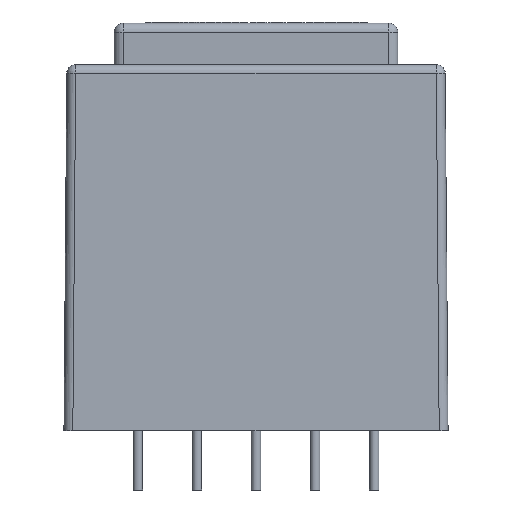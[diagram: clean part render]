
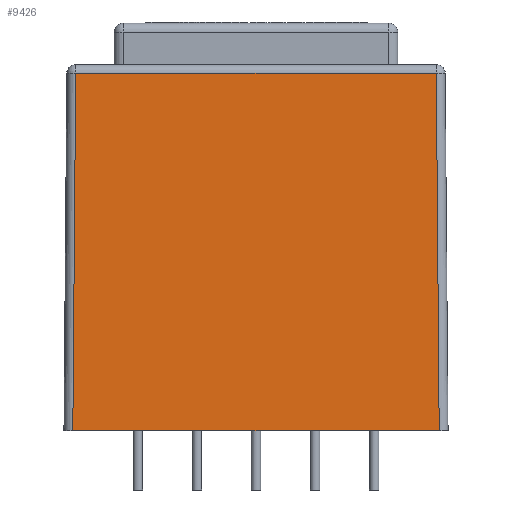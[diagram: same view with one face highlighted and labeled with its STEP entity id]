
A CAD part, front view. The second image highlights one B-rep face of the part: STEP entity #9426.
In plain terms, the highlighted planar face has unit normal (0, -1, 0.008).
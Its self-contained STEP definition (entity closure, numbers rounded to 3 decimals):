
#770=PLANE('',#10046);
#1073=FACE_OUTER_BOUND('',#1625,.T.);
#1625=EDGE_LOOP('',(#6565,#6566,#6567,#6568));
#2191=LINE('',#12346,#3117);
#2194=LINE('',#12353,#3120);
#2199=LINE('',#12364,#3125);
#2207=LINE('',#12382,#3133);
#3117=VECTOR('',#10532,10.);
#3120=VECTOR('',#10539,10.);
#3125=VECTOR('',#10552,10.);
#3133=VECTOR('',#10572,10.);
#4119=VERTEX_POINT('',#12332);
#4124=VERTEX_POINT('',#12342);
#4125=VERTEX_POINT('',#12349);
#4128=VERTEX_POINT('',#12362);
#5085=EDGE_CURVE('',#4119,#4124,#2191,.T.);
#5089=EDGE_CURVE('',#4124,#4125,#2194,.T.);
#5095=EDGE_CURVE('',#4128,#4119,#2199,.T.);
#5105=EDGE_CURVE('',#4125,#4128,#2207,.T.);
#6565=ORIENTED_EDGE('',*,*,#5089,.F.);
#6566=ORIENTED_EDGE('',*,*,#5085,.F.);
#6567=ORIENTED_EDGE('',*,*,#5095,.F.);
#6568=ORIENTED_EDGE('',*,*,#5105,.F.);
#9426=ADVANCED_FACE('',(#1073),#770,.T.);
#10046=AXIS2_PLACEMENT_3D('',#12381,#10570,#10571);
#10532=DIRECTION('',(1.,0.,0.));
#10539=DIRECTION('',(0.008,-0.008,-1.));
#10552=DIRECTION('',(0.008,0.008,1.));
#10570=DIRECTION('center_axis',(0.,-1.,
0.008));
#10571=DIRECTION('ref_axis',(0.,-0.008,
-1.));
#10572=DIRECTION('',(-1.,0.,0.));
#12332=CARTESIAN_POINT('',(-15.256,-13.506,30.256));
#12342=CARTESIAN_POINT('',(15.256,-13.506,30.256));
#12346=CARTESIAN_POINT('',(8.,-13.506,30.256));
#12349=CARTESIAN_POINT('',(15.5,-13.75,0.));
#12353=CARTESIAN_POINT('',(15.249,-13.499,31.103));
#12362=CARTESIAN_POINT('',(-15.5,-13.75,0.));
#12364=CARTESIAN_POINT('',(-15.249,-13.499,31.123));
#12381=CARTESIAN_POINT('Origin',(16.,-13.5,31.));
#12382=CARTESIAN_POINT('',(16.25,-13.75,0.));
